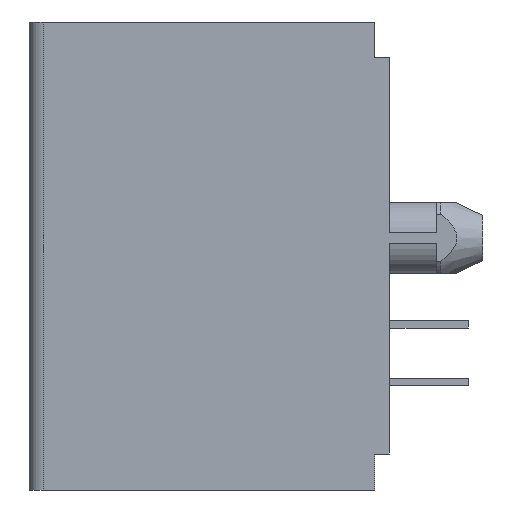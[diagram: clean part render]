
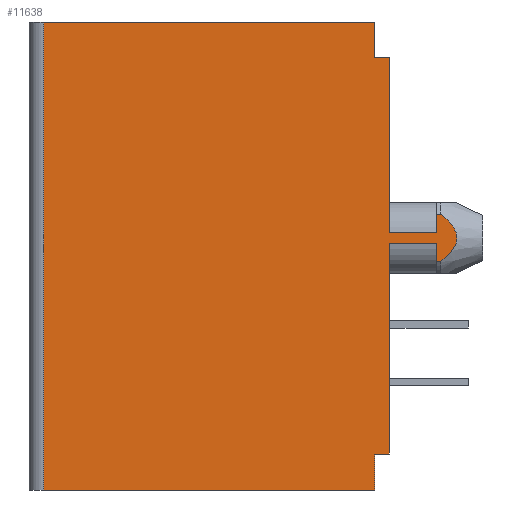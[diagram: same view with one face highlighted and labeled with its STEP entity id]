
A CAD part, left-side view. The second image highlights one B-rep face of the part: STEP entity #11638.
In plain terms, the highlighted planar face has unit normal (-1, 0, 0).
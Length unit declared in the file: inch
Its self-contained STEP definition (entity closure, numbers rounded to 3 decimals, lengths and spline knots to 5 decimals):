
#23=DIRECTION('',(0.,-1.,0.));
#24=VECTOR('',#23,0.46);
#25=CARTESIAN_POINT('',(-0.475,0.23,-0.325));
#26=LINE('',#25,#24);
#608=DIRECTION('',(0.,0.,1.));
#609=VECTOR('',#608,0.29291);
#610=CARTESIAN_POINT('',(-0.475,-0.25,-0.275));
#611=LINE('',#610,#609);
#625=DIRECTION('',(0.,0.,1.));
#626=VECTOR('',#625,0.24291);
#627=CARTESIAN_POINT('',(-0.475,-0.25,0.03209));
#628=LINE('',#627,#626);
#3965=DIRECTION('',(0.,-1.,0.));
#3966=VECTOR('',#3965,0.46);
#3967=CARTESIAN_POINT('',(-0.475,0.23,0.325));
#3968=LINE('',#3967,#3966);
#4107=DIRECTION('',(0.,1.,0.));
#4108=VECTOR('',#4107,0.066);
#4109=CARTESIAN_POINT('',(-0.475,-0.316,0.03209));
#4110=LINE('',#4109,#4108);
#4111=DIRECTION('',(0.,1.,0.));
#4112=VECTOR('',#4111,0.0056);
#4113=CARTESIAN_POINT('',(-0.475,-0.3216,0.05817));
#4114=LINE('',#4113,#4112);
#4115=DIRECTION('',(0.,-1.,0.));
#4116=VECTOR('',#4115,0.0056);
#4117=CARTESIAN_POINT('',(-0.475,-0.316,-0.00817));
#4118=LINE('',#4117,#4116);
#4119=DIRECTION('',(0.,-1.,0.));
#4120=VECTOR('',#4119,0.066);
#4121=CARTESIAN_POINT('',(-0.475,-0.25,0.01791));
#4122=LINE('',#4121,#4120);
#4123=DIRECTION('',(0.,1.,0.));
#4124=VECTOR('',#4123,0.02);
#4125=CARTESIAN_POINT('',(-0.475,-0.25,-0.275));
#4126=LINE('',#4125,#4124);
#4127=DIRECTION('',(0.,0.,1.));
#4128=VECTOR('',#4127,0.05);
#4129=CARTESIAN_POINT('',(-0.475,-0.23,-0.325));
#4130=LINE('',#4129,#4128);
#4131=DIRECTION('',(0.,0.,1.));
#4132=VECTOR('',#4131,0.65);
#4133=CARTESIAN_POINT('',(-0.475,0.23,-0.325));
#4134=LINE('',#4133,#4132);
#4135=DIRECTION('',(0.,0.,-1.));
#4136=VECTOR('',#4135,0.05);
#4137=CARTESIAN_POINT('',(-0.475,-0.23,0.325));
#4138=LINE('',#4137,#4136);
#4139=DIRECTION('',(0.,1.,0.));
#4140=VECTOR('',#4139,0.02);
#4141=CARTESIAN_POINT('',(-0.475,-0.25,0.275));
#4142=LINE('',#4141,#4140);
#4147=DIRECTION('',(0.,0.,-1.));
#4148=VECTOR('',#4147,0.02608);
#4149=CARTESIAN_POINT('',(-0.475,-0.316,0.01791));
#4150=LINE('',#4149,#4148);
#4163=DIRECTION('',(0.,0.,-1.));
#4164=VECTOR('',#4163,0.02608);
#4165=CARTESIAN_POINT('',(-0.475,-0.316,0.05817));
#4166=LINE('',#4165,#4164);
#4197=CARTESIAN_POINT('',(-0.475,-0.3216,-0.00817));
#4198=CARTESIAN_POINT('',(-0.475,-0.32419,-0.00608));
#4199=CARTESIAN_POINT('',(-0.475,-0.32898,-0.00195));
#4200=CARTESIAN_POINT('',(-0.475,-0.33493,0.00418));
#4201=CARTESIAN_POINT('',(-0.475,-0.33955,0.01029));
#4202=CARTESIAN_POINT('',(-0.475,-0.34266,0.01636));
#4203=CARTESIAN_POINT('',(-0.475,-0.34413,0.02219));
#4204=CARTESIAN_POINT('',(-0.475,-0.34413,0.02782));
#4205=CARTESIAN_POINT('',(-0.475,-0.34266,0.03364));
#4206=CARTESIAN_POINT('',(-0.475,-0.33955,0.03971));
#4207=CARTESIAN_POINT('',(-0.475,-0.33493,0.04582));
#4208=CARTESIAN_POINT('',(-0.475,-0.32898,0.05195));
#4209=CARTESIAN_POINT('',(-0.475,-0.32419,0.05608));
#4210=CARTESIAN_POINT('',(-0.475,-0.3216,0.05817));
#4551=CARTESIAN_POINT('',(-0.475,0.23,-0.325));
#4552=VERTEX_POINT('',#4551);
#4558=CARTESIAN_POINT('',(-0.475,0.23,0.325));
#4560=VERTEX_POINT('',#4558);
#4625=CARTESIAN_POINT('',(-0.475,-0.23,-0.325));
#4627=VERTEX_POINT('',#4625);
#4629=CARTESIAN_POINT('',(-0.475,-0.23,0.325));
#4631=VERTEX_POINT('',#4629);
#4641=CARTESIAN_POINT('',(-0.475,-0.25,0.275));
#4642=CARTESIAN_POINT('',(-0.475,-0.23,0.275));
#4643=VERTEX_POINT('',#4641);
#4644=VERTEX_POINT('',#4642);
#4645=CARTESIAN_POINT('',(-0.475,-0.23,-0.275));
#4646=VERTEX_POINT('',#4645);
#4647=CARTESIAN_POINT('',(-0.475,-0.25,-0.275));
#4648=VERTEX_POINT('',#4647);
#5139=VERTEX_POINT('',#4197);
#5140=VERTEX_POINT('',#4210);
#5141=CARTESIAN_POINT('',(-0.475,-0.316,-0.00817));
#5142=VERTEX_POINT('',#5141);
#5143=CARTESIAN_POINT('',(-0.475,-0.316,0.05817));
#5144=CARTESIAN_POINT('',(-0.475,-0.316,0.03209));
#5145=VERTEX_POINT('',#5143);
#5146=VERTEX_POINT('',#5144);
#5147=CARTESIAN_POINT('',(-0.475,-0.316,0.01791));
#5148=VERTEX_POINT('',#5147);
#5149=CARTESIAN_POINT('',(-0.475,-0.25,0.01791));
#5150=VERTEX_POINT('',#5149);
#5151=CARTESIAN_POINT('',(-0.475,-0.25,0.03209));
#5152=VERTEX_POINT('',#5151);
#11609=CARTESIAN_POINT('',(-0.475,0.23,-0.325));
#11610=DIRECTION('',(-1.,0.,0.));
#11611=DIRECTION('',(0.,-1.,0.));
#11612=AXIS2_PLACEMENT_3D('',#11609,#11610,#11611);
#11613=PLANE('',#11612);
#11614=ORIENTED_EDGE('',*,*,#6669,.F.);
#11615=ORIENTED_EDGE('',*,*,#6137,.F.);
#11617=ORIENTED_EDGE('',*,*,#11616,.F.);
#11619=ORIENTED_EDGE('',*,*,#11618,.F.);
#11621=ORIENTED_EDGE('',*,*,#11620,.F.);
#11623=ORIENTED_EDGE('',*,*,#11622,.F.);
#11625=ORIENTED_EDGE('',*,*,#11624,.F.);
#11626=ORIENTED_EDGE('',*,*,#6176,.F.);
#11627=ORIENTED_EDGE('',*,*,#6655,.F.);
#11629=ORIENTED_EDGE('',*,*,#11628,.T.);
#11630=ORIENTED_EDGE('',*,*,#6119,.F.);
#11631=ORIENTED_EDGE('',*,*,#5988,.F.);
#11632=ORIENTED_EDGE('',*,*,#11604,.T.);
#11633=ORIENTED_EDGE('',*,*,#11452,.T.);
#11634=ORIENTED_EDGE('',*,*,#11361,.T.);
#11635=ORIENTED_EDGE('',*,*,#11342,.F.);
#11636=EDGE_LOOP('',(#11614,#11615,#11617,#11619,#11621,#11623,#11625,#11626,
#11627,#11629,#11630,#11631,#11632,#11633,#11634,#11635));
#11637=FACE_OUTER_BOUND('',#11636,.F.);
#11638=ADVANCED_FACE('',(#11637),#11613,.T.);
#4211=B_SPLINE_CURVE_WITH_KNOTS('',3,(#4197,#4198,#4199,#4200,#4201,#4202,#4203,
#4204,#4205,#4206,#4207,#4208,#4209,#4210),.UNSPECIFIED.,.F.,.F.,(4,1,1,1,1,1,1,
1,1,1,1,4),(0.,0.09091,0.18182,0.27273,
0.36364,0.45455,0.54545,0.63636,
0.72727,0.81818,0.90909,1.),.UNSPECIFIED.);
#5988=EDGE_CURVE('',#4552,#4627,#26,.T.);
#6119=EDGE_CURVE('',#4627,#4646,#4130,.T.);
#6137=EDGE_CURVE('',#5146,#5152,#4110,.T.);
#6176=EDGE_CURVE('',#5150,#5148,#4122,.T.);
#6655=EDGE_CURVE('',#4648,#5150,#611,.T.);
#6669=EDGE_CURVE('',#5152,#4643,#628,.T.);
#11342=EDGE_CURVE('',#4643,#4644,#4142,.T.);
#11361=EDGE_CURVE('',#4631,#4644,#4138,.T.);
#11452=EDGE_CURVE('',#4560,#4631,#3968,.T.);
#11604=EDGE_CURVE('',#4552,#4560,#4134,.T.);
#11616=EDGE_CURVE('',#5145,#5146,#4166,.T.);
#11618=EDGE_CURVE('',#5140,#5145,#4114,.T.);
#11620=EDGE_CURVE('',#5139,#5140,#4211,.T.);
#11622=EDGE_CURVE('',#5142,#5139,#4118,.T.);
#11624=EDGE_CURVE('',#5148,#5142,#4150,.T.);
#11628=EDGE_CURVE('',#4648,#4646,#4126,.T.);
